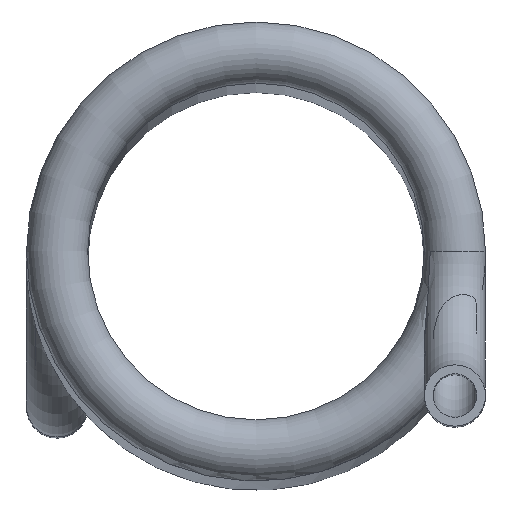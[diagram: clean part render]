
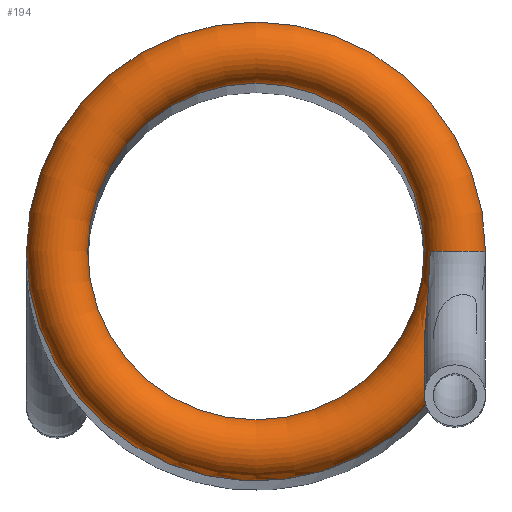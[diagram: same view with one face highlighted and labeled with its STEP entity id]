
A CAD part, top view. The second image highlights one B-rep face of the part: STEP entity #194.
In plain terms, the highlighted toroidal (fillet/blend) face has major radius 26 mm and minor radius 4 mm.
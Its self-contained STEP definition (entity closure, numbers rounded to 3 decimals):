
#28=B_SPLINE_CURVE_WITH_KNOTS('',3,(#322,#323,#324,#325,#326,#327,#328,
#329,#330,#331,#332,#333,#334,#335,#336,#337,#338),.UNSPECIFIED.,.F.,.F.,
(4,1,1,1,1,1,1,1,1,1,1,1,1,1,4),(0.,0.003,
0.005,0.008,0.01,0.011,
0.012,0.014,0.015,0.016,
0.017,0.018,0.02,0.021,
0.022),.UNSPECIFIED.);
#34=ORIENTED_EDGE('',*,*,#74,.T.);
#35=ORIENTED_EDGE('',*,*,#75,.F.);
#36=ORIENTED_EDGE('',*,*,#76,.F.);
#37=ORIENTED_EDGE('',*,*,#77,.T.);
#74=EDGE_CURVE('',#94,#94,#112,.T.);
#75=EDGE_CURVE('',#95,#96,#113,.T.);
#76=EDGE_CURVE('',#97,#95,#28,.T.);
#77=EDGE_CURVE('',#97,#96,#114,.T.);
#94=VERTEX_POINT('',#318);
#95=VERTEX_POINT('',#320);
#96=VERTEX_POINT('',#321);
#97=VERTEX_POINT('',#339);
#112=CIRCLE('',#224,22.);
#113=CIRCLE('',#225,30.);
#114=CIRCLE('',#226,4.);
#126=EDGE_LOOP('',(#34));
#127=EDGE_LOOP('',(#35,#36,#37));
#156=FACE_BOUND('',#126,.T.);
#157=FACE_BOUND('',#127,.T.);
#186=TOROIDAL_SURFACE('',#223,26.,4.);
#194=ADVANCED_FACE('',(#156,#157),#186,.T.);
#223=AXIS2_PLACEMENT_3D('',#316,#255,#256);
#224=AXIS2_PLACEMENT_3D('',#317,#257,#258);
#225=AXIS2_PLACEMENT_3D('',#319,#259,#260);
#226=AXIS2_PLACEMENT_3D('',#340,#261,#262);
#255=DIRECTION('',(0.,0.,-1.));
#256=DIRECTION('',(-1.,0.,0.));
#257=DIRECTION('',(0.,0.,-1.));
#258=DIRECTION('',(-1.,0.,0.));
#259=DIRECTION('',(0.,0.,-1.));
#260=DIRECTION('',(-1.,0.,0.));
#261=DIRECTION('',(0.,1.,0.));
#262=DIRECTION('',(1.,0.,0.));
#316=CARTESIAN_POINT('',(0.,30.,-4.));
#317=CARTESIAN_POINT('',(0.,30.,-4.));
#318=CARTESIAN_POINT('',(-22.,30.,-4.));
#319=CARTESIAN_POINT('',(0.,30.,-4.));
#320=CARTESIAN_POINT('',(27.215,17.377,-4.));
#321=CARTESIAN_POINT('',(30.,30.,-4.));
#322=CARTESIAN_POINT('',(22.77,30.,-1.64));
#323=CARTESIAN_POINT('',(22.771,29.06,-1.639));
#324=CARTESIAN_POINT('',(22.71,27.179,-1.559));
#325=CARTESIAN_POINT('',(22.472,24.389,-1.219));
#326=CARTESIAN_POINT('',(22.218,22.09,-0.81));
#327=CARTESIAN_POINT('',(22.056,20.248,-0.465));
#328=CARTESIAN_POINT('',(21.985,18.864,-0.222));
#329=CARTESIAN_POINT('',(22.015,17.459,-0.032));
#330=CARTESIAN_POINT('',(22.214,16.085,0.04));
#331=CARTESIAN_POINT('',(22.697,14.961,-0.142));
#332=CARTESIAN_POINT('',(23.363,14.401,-0.565));
#333=CARTESIAN_POINT('',(24.123,14.188,-1.124));
#334=CARTESIAN_POINT('',(25.031,14.484,-1.885));
#335=CARTESIAN_POINT('',(25.912,15.251,-2.694));
#336=CARTESIAN_POINT('',(26.638,16.24,-3.403));
#337=CARTESIAN_POINT('',(27.033,16.985,-3.809));
#338=CARTESIAN_POINT('',(27.215,17.377,-4.));
#339=CARTESIAN_POINT('',(22.77,30.,-1.64));
#340=CARTESIAN_POINT('',(26.,30.,-4.));
